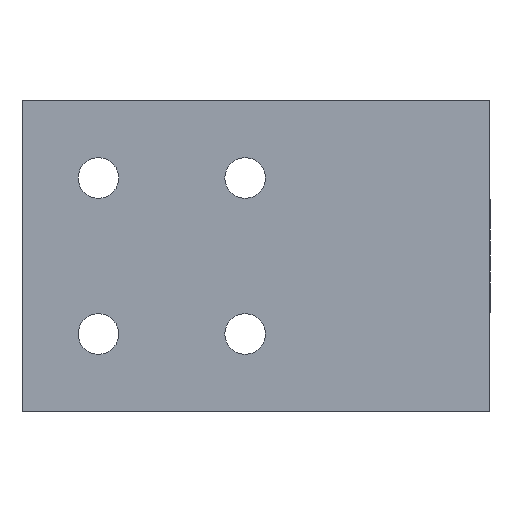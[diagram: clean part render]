
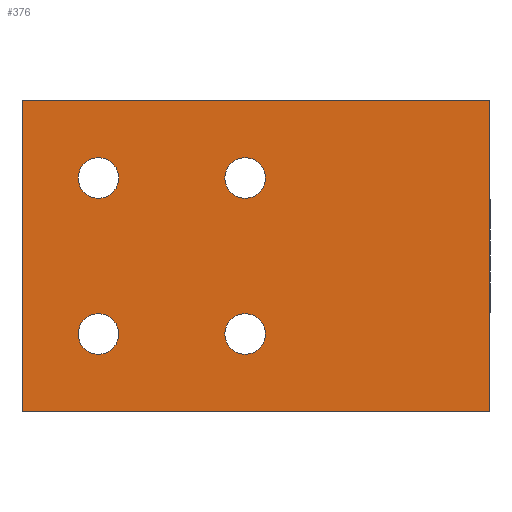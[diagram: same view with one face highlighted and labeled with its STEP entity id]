
A CAD part, left-side view. The second image highlights one B-rep face of the part: STEP entity #376.
In plain terms, the highlighted planar face has unit normal (-1, 0, 0).
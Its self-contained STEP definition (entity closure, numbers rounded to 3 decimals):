
#3 = FACE_BOUND ( 'NONE', #243, .T. ) ;
#5 = CIRCLE ( 'NONE', #178, 1.3 ) ;
#8 = EDGE_CURVE ( 'NONE', #122, #679, #379, .T. ) ;
#10 = EDGE_LOOP ( 'NONE', ( #673, #462 ) ) ;
#17 = VECTOR ( 'NONE', #143, 1000. ) ;
#18 = DIRECTION ( 'NONE',  ( -1., 0., 0. ) ) ;
#22 = VERTEX_POINT ( 'NONE', #366 ) ;
#34 = ORIENTED_EDGE ( 'NONE', *, *, #173, .F. ) ;
#51 = AXIS2_PLACEMENT_3D ( 'NONE', #585, #579, #70 ) ;
#56 = DIRECTION ( 'NONE',  ( 0., 0., -1. ) ) ;
#59 = FACE_OUTER_BOUND ( 'NONE', #531, .T. ) ;
#60 = EDGE_CURVE ( 'NONE', #670, #397, #5, .T. ) ;
#62 = AXIS2_PLACEMENT_3D ( 'NONE', #181, #18, #464 ) ;
#63 = EDGE_LOOP ( 'NONE', ( #594, #381 ) ) ;
#65 = CARTESIAN_POINT ( 'NONE',  ( 0., 25.1, 5. ) ) ;
#70 = DIRECTION ( 'NONE',  ( 0., 0., -1. ) ) ;
#76 = EDGE_CURVE ( 'NONE', #397, #670, #325, .T. ) ;
#78 = CARTESIAN_POINT ( 'NONE',  ( 0., 15.7, 6.3 ) ) ;
#88 = CARTESIAN_POINT ( 'NONE',  ( 0., 15.7, 3.7 ) ) ;
#92 = CARTESIAN_POINT ( 'NONE',  ( 0., 0., 20. ) ) ;
#99 = EDGE_CURVE ( 'NONE', #472, #22, #359, .T. ) ;
#113 = CIRCLE ( 'NONE', #51, 1.3 ) ;
#117 = DIRECTION ( 'NONE',  ( 0., 0., -1. ) ) ;
#122 = VERTEX_POINT ( 'NONE', #242 ) ;
#128 = DIRECTION ( 'NONE',  ( -1., 0., 0. ) ) ;
#131 = LINE ( 'NONE', #635, #219 ) ;
#138 = CARTESIAN_POINT ( 'NONE',  ( 0., 15.7, 16.3 ) ) ;
#142 = DIRECTION ( 'NONE',  ( 0., -1., 0. ) ) ;
#143 = DIRECTION ( 'NONE',  ( 0., 0., -1. ) ) ;
#152 = CIRCLE ( 'NONE', #465, 1.3 ) ;
#156 = EDGE_CURVE ( 'NONE', #22, #472, #113, .T. ) ;
#159 = DIRECTION ( 'NONE',  ( -1., 0., 0. ) ) ;
#161 = FACE_BOUND ( 'NONE', #172, .T. ) ;
#172 = EDGE_LOOP ( 'NONE', ( #183, #34 ) ) ;
#173 = EDGE_CURVE ( 'NONE', #292, #351, #152, .T. ) ;
#178 = AXIS2_PLACEMENT_3D ( 'NONE', #319, #540, #479 ) ;
#181 = CARTESIAN_POINT ( 'NONE',  ( 0., 15.7, 5. ) ) ;
#183 = ORIENTED_EDGE ( 'NONE', *, *, #190, .F. ) ;
#190 = EDGE_CURVE ( 'NONE', #351, #292, #533, .T. ) ;
#200 = LINE ( 'NONE', #645, #667 ) ;
#210 = DIRECTION ( 'NONE',  ( 0., -1., 0. ) ) ;
#214 = CARTESIAN_POINT ( 'NONE',  ( 0., 25.1, 6.3 ) ) ;
#219 = VECTOR ( 'NONE', #117, 1000. ) ;
#226 = DIRECTION ( 'NONE',  ( 0., 0., -1. ) ) ;
#227 = FACE_BOUND ( 'NONE', #10, .T. ) ;
#233 = ORIENTED_EDGE ( 'NONE', *, *, #60, .F. ) ;
#242 = CARTESIAN_POINT ( 'NONE',  ( 0., 0., 20. ) ) ;
#243 = EDGE_LOOP ( 'NONE', ( #583, #233 ) ) ;
#251 = DIRECTION ( 'NONE',  ( 0., 0., -1. ) ) ;
#254 = CARTESIAN_POINT ( 'NONE',  ( 0., 25.1, 16.3 ) ) ;
#258 = CARTESIAN_POINT ( 'NONE',  ( 0., 0., 0. ) ) ;
#261 = VECTOR ( 'NONE', #210, 1000. ) ;
#268 = VERTEX_POINT ( 'NONE', #560 ) ;
#271 = EDGE_CURVE ( 'NONE', #616, #612, #586, .T. ) ;
#273 = DIRECTION ( 'NONE',  ( 0., 0., -1. ) ) ;
#288 = AXIS2_PLACEMENT_3D ( 'NONE', #342, #665, #56 ) ;
#292 = VERTEX_POINT ( 'NONE', #214 ) ;
#301 = AXIS2_PLACEMENT_3D ( 'NONE', #497, #159, #226 ) ;
#305 = DIRECTION ( 'NONE',  ( 0., 0., -1. ) ) ;
#309 = ORIENTED_EDGE ( 'NONE', *, *, #529, .T. ) ;
#319 = CARTESIAN_POINT ( 'NONE',  ( 0., 15.7, 5. ) ) ;
#320 = AXIS2_PLACEMENT_3D ( 'NONE', #565, #674, #669 ) ;
#325 = CIRCLE ( 'NONE', #62, 1.3 ) ;
#330 = ORIENTED_EDGE ( 'NONE', *, *, #485, .F. ) ;
#342 = CARTESIAN_POINT ( 'NONE',  ( 0., 25.1, 15. ) ) ;
#345 = PLANE ( 'NONE',  #320 ) ;
#351 = VERTEX_POINT ( 'NONE', #447 ) ;
#353 = CARTESIAN_POINT ( 'NONE',  ( 0., 15.7, 15. ) ) ;
#354 = EDGE_CURVE ( 'NONE', #612, #616, #414, .T. ) ;
#359 = CIRCLE ( 'NONE', #680, 1.3 ) ;
#366 = CARTESIAN_POINT ( 'NONE',  ( 0., 15.7, 13.7 ) ) ;
#376 = ADVANCED_FACE ( 'NONE', ( #723, #3, #161, #227, #59 ), #345, .F. ) ;
#379 = LINE ( 'NONE', #92, #17 ) ;
#381 = ORIENTED_EDGE ( 'NONE', *, *, #99, .F. ) ;
#397 = VERTEX_POINT ( 'NONE', #88 ) ;
#414 = CIRCLE ( 'NONE', #288, 1.3 ) ;
#431 = CARTESIAN_POINT ( 'NONE',  ( 0., 25.1, 13.7 ) ) ;
#443 = DIRECTION ( 'NONE',  ( -1., 0., 0. ) ) ;
#444 = LINE ( 'NONE', #596, #261 ) ;
#446 = CARTESIAN_POINT ( 'NONE',  ( 0., 25.1, 5. ) ) ;
#447 = CARTESIAN_POINT ( 'NONE',  ( 0., 25.1, 3.7 ) ) ;
#462 = ORIENTED_EDGE ( 'NONE', *, *, #354, .F. ) ;
#464 = DIRECTION ( 'NONE',  ( 0., 0., -1. ) ) ;
#465 = AXIS2_PLACEMENT_3D ( 'NONE', #65, #582, #305 ) ;
#472 = VERTEX_POINT ( 'NONE', #138 ) ;
#479 = DIRECTION ( 'NONE',  ( 0., 0., -1. ) ) ;
#485 = EDGE_CURVE ( 'NONE', #619, #122, #200, .T. ) ;
#497 = CARTESIAN_POINT ( 'NONE',  ( 0., 25.1, 15. ) ) ;
#529 = EDGE_CURVE ( 'NONE', #268, #679, #444, .T. ) ;
#531 = EDGE_LOOP ( 'NONE', ( #309, #573, #330, #663 ) ) ;
#533 = CIRCLE ( 'NONE', #556, 1.3 ) ;
#540 = DIRECTION ( 'NONE',  ( -1., 0., 0. ) ) ;
#556 = AXIS2_PLACEMENT_3D ( 'NONE', #446, #443, #273 ) ;
#560 = CARTESIAN_POINT ( 'NONE',  ( 0., 30., 0. ) ) ;
#565 = CARTESIAN_POINT ( 'NONE',  ( 0., 0., 20. ) ) ;
#573 = ORIENTED_EDGE ( 'NONE', *, *, #8, .F. ) ;
#579 = DIRECTION ( 'NONE',  ( -1., 0., 0. ) ) ;
#582 = DIRECTION ( 'NONE',  ( -1., 0., 0. ) ) ;
#583 = ORIENTED_EDGE ( 'NONE', *, *, #76, .F. ) ;
#585 = CARTESIAN_POINT ( 'NONE',  ( 0., 15.7, 15. ) ) ;
#586 = CIRCLE ( 'NONE', #301, 1.3 ) ;
#594 = ORIENTED_EDGE ( 'NONE', *, *, #156, .F. ) ;
#596 = CARTESIAN_POINT ( 'NONE',  ( 0., 0., 0. ) ) ;
#612 = VERTEX_POINT ( 'NONE', #254 ) ;
#616 = VERTEX_POINT ( 'NONE', #431 ) ;
#619 = VERTEX_POINT ( 'NONE', #648 ) ;
#635 = CARTESIAN_POINT ( 'NONE',  ( 0., 30., 20. ) ) ;
#645 = CARTESIAN_POINT ( 'NONE',  ( 0., 0., 20. ) ) ;
#648 = CARTESIAN_POINT ( 'NONE',  ( 0., 30., 20. ) ) ;
#663 = ORIENTED_EDGE ( 'NONE', *, *, #717, .T. ) ;
#665 = DIRECTION ( 'NONE',  ( -1., 0., 0. ) ) ;
#667 = VECTOR ( 'NONE', #142, 1000. ) ;
#669 = DIRECTION ( 'NONE',  ( 0., 0., -1. ) ) ;
#670 = VERTEX_POINT ( 'NONE', #78 ) ;
#673 = ORIENTED_EDGE ( 'NONE', *, *, #271, .F. ) ;
#674 = DIRECTION ( 'NONE',  ( 1., 0., 0. ) ) ;
#679 = VERTEX_POINT ( 'NONE', #258 ) ;
#680 = AXIS2_PLACEMENT_3D ( 'NONE', #353, #128, #251 ) ;
#717 = EDGE_CURVE ( 'NONE', #619, #268, #131, .T. ) ;
#723 = FACE_BOUND ( 'NONE', #63, .T. ) ;
